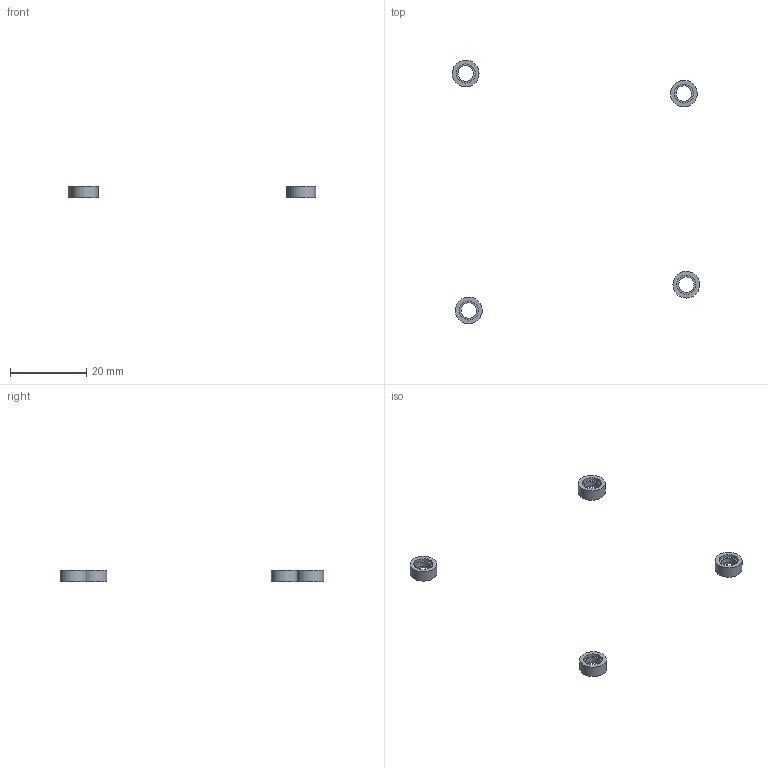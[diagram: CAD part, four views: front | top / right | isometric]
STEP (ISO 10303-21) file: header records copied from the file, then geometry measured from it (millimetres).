
FILE_DESCRIPTION(/* description */ ('STEP AP242','CAx-IF Rec.Pracs.---Representation and Presentation of Product Manufacturing Information (PMI)---4.0---2014-10-13','CAx-IF Rec.Pracs.---3D Tessellated Geometry---0.4---2014-09-14','2;1'),/* implementation_level */ '2;1');
FILE_NAME(/* name */ '67a45a00995f265e0c4f2c1c',/* time_stamp */ '2025-02-06T06:43:14Z',/* author */ (''),/* organization */ (''),/* preprocessor_version */ 'ST-DEVELOPER v20',/* originating_system */ 'ONSHAPE BY PTC INC, 1.193',/* authorisation */ ' ');
FILE_SCHEMA (('AP242_MANAGED_MODEL_BASED_3D_ENGINEERING_MIM_LF { 1 0 10303 442 1 1 4 }'));
Length unit declared in the file: metre
Products named in the file (3): TurtleBot3 Burger; Forth Floor <1>; M_PR07_A01_SPACER_RIVET
Assembly tree (5 placements, depth 3):
  TurtleBot3 Burger
    Forth Floor <1>
      M_PR07_A01_SPACER_RIVET  x4
Bounding box: 64.74 x 68.99 x 3 mm (x, y, z)
Volume: 265.1 mm3; surface area: 641.5 mm2
Topology: 4 solids, 4 shells, 32 faces, 80 edges, 64 vertices
Faces by surface type: cylinder 16, plane 16
Full cylindrical faces by diameter (mm): 4.02 x4, 5 x8, 7 x4
Entity records: 389 total; most frequent: DIRECTION 60, CARTESIAN_POINT 46, ORIENTED_EDGE 32, AXIS2_PLACEMENT_3D 30, EDGE_CURVE 16, VERTEX_POINT 16, CIRCLE 16, EDGE_LOOP 16
